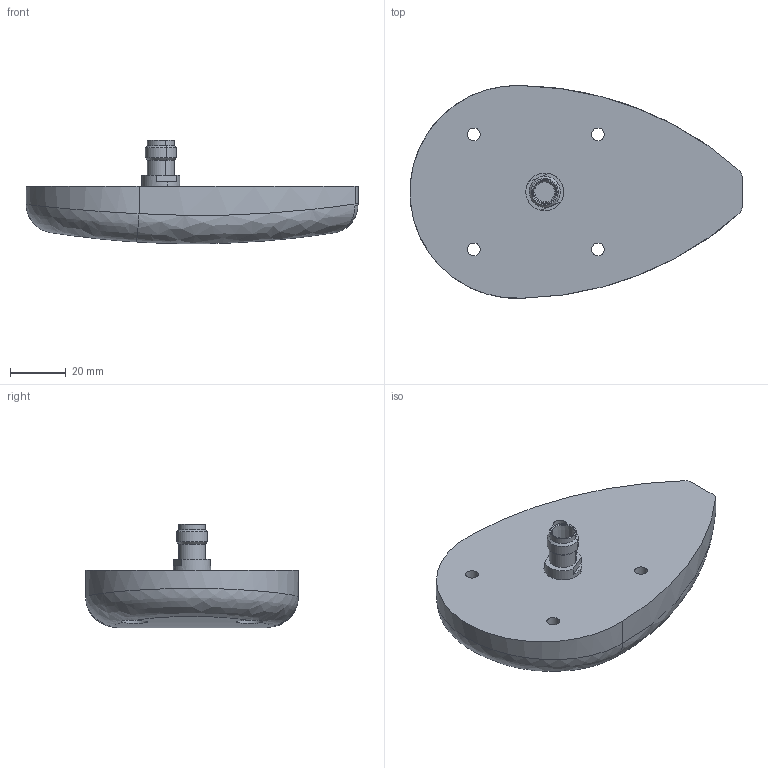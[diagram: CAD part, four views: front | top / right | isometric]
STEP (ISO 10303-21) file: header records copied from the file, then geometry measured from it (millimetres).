
FILE_DESCRIPTION (( 'STEP AP203' ), '1' );
FILE_NAME ('GA35_rev1.STEP', '2012-11-12T16:46:28', ( 'Garmin' ), ( 'Garmin' ), 'SwSTEP 2.0', 'SolidWorks 2012', '' );
FILE_SCHEMA (( 'CONFIG_CONTROL_DESIGN' ));
Length unit declared in the file: millimetre
Products named in the file (1): GA35_rev1
Bounding box: 118.86 x 76.09 x 37.08 mm (x, y, z)
Volume: 123721.5 mm3; surface area: 20562.9 mm2
Topology: 1 solids, 3 shells, 74 faces, 172 edges, 105 vertices
Faces by surface type: cylinder 32, cone 18, plane 17, bspline 7
Full cylindrical faces by diameter (mm): 4.572 x4, 5.588 x1, 9.525 x4
Entity records: 3108 total; most frequent: CARTESIAN_POINT 1483, DIRECTION 325, ORIENTED_EDGE 296, EDGE_CURVE 148, AXIS2_PLACEMENT_3D 139, EDGE_LOOP 100, VERTEX_POINT 96, FACE_OUTER_BOUND 83
